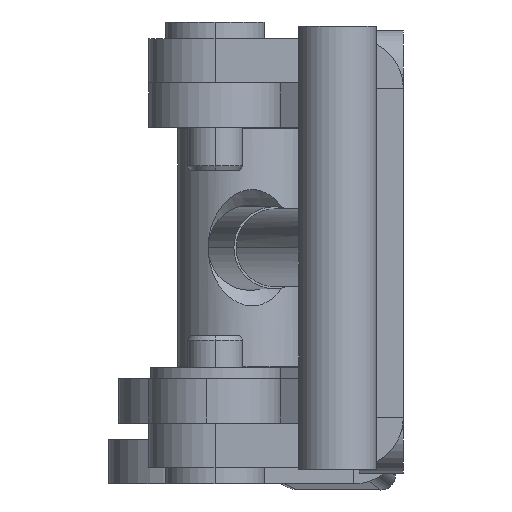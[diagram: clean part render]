
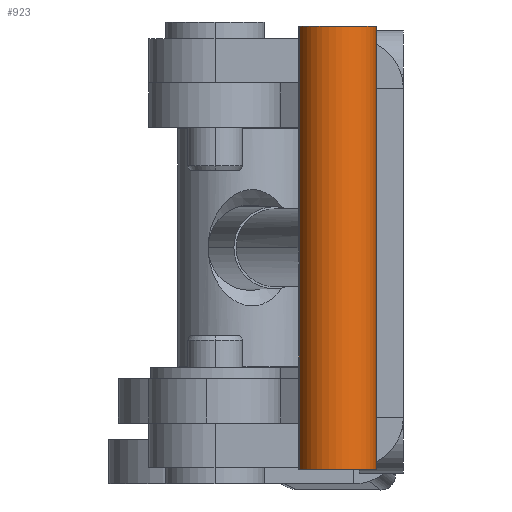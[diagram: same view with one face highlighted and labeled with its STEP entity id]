
A CAD part, left-side view. The second image highlights one B-rep face of the part: STEP entity #923.
In plain terms, the highlighted cylindrical face has radius 3.5 mm (diameter 7 mm), a partial arc.
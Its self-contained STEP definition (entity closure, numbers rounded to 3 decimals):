
#99 = CARTESIAN_POINT ( 'NONE',  ( -20., 85., 0. ) ) ;
#178 = EDGE_CURVE ( 'NONE', #5761, #4663, #4475, .T. ) ;
#412 = CARTESIAN_POINT ( 'NONE',  ( -20., 85., 3.5 ) ) ;
#496 = DIRECTION ( 'NONE',  ( 0., 0., -1. ) ) ;
#648 = DIRECTION ( 'NONE',  ( -1., 0., 0. ) ) ;
#675 = DIRECTION ( 'NONE',  ( 1., 0., 0. ) ) ;
#712 = CARTESIAN_POINT ( 'NONE',  ( 0., 85., 3.5 ) ) ;
#818 = ORIENTED_EDGE ( 'NONE', *, *, #1699, .T. ) ;
#923 = ADVANCED_FACE ( 'NONE', ( #5746 ), #3014, .T. ) ;
#1039 = AXIS2_PLACEMENT_3D ( 'NONE', #4320, #3277, #3823 ) ;
#1086 = EDGE_CURVE ( 'NONE', #4663, #1379, #4938, .T. ) ;
#1112 = VECTOR ( 'NONE', #5411, 1000. ) ;
#1219 = ORIENTED_EDGE ( 'NONE', *, *, #2618, .T. ) ;
#1235 = LINE ( 'NONE', #5037, #1400 ) ;
#1326 = LINE ( 'NONE', #3784, #3899 ) ;
#1379 = VERTEX_POINT ( 'NONE', #712 ) ;
#1400 = VECTOR ( 'NONE', #2486, 1000. ) ;
#1450 = EDGE_CURVE ( 'NONE', #5761, #1922, #1326, .T. ) ;
#1594 = CARTESIAN_POINT ( 'NONE',  ( 20., 85., 0. ) ) ;
#1699 = EDGE_CURVE ( 'NONE', #1922, #3340, #1235, .T. ) ;
#1922 = VERTEX_POINT ( 'NONE', #3504 ) ;
#1941 = CIRCLE ( 'NONE', #3371, 3.5 ) ;
#2142 = CARTESIAN_POINT ( 'NONE',  ( 20., 85., 3.5 ) ) ;
#2376 = VECTOR ( 'NONE', #5203, 1000. ) ;
#2448 = DIRECTION ( 'NONE',  ( 1., 0., 0. ) ) ;
#2486 = DIRECTION ( 'NONE',  ( -1., 0., 0. ) ) ;
#2489 = LINE ( 'NONE', #3870, #1112 ) ;
#2618 = EDGE_CURVE ( 'NONE', #3340, #2849, #1941, .T. ) ;
#2811 = AXIS2_PLACEMENT_3D ( 'NONE', #1594, #2448, #496 ) ;
#2849 = VERTEX_POINT ( 'NONE', #412 ) ;
#3014 = CYLINDRICAL_SURFACE ( 'NONE', #1039, 3.5 ) ;
#3277 = DIRECTION ( 'NONE',  ( -1., 0., 0. ) ) ;
#3340 = VERTEX_POINT ( 'NONE', #5718 ) ;
#3371 = AXIS2_PLACEMENT_3D ( 'NONE', #99, #675, #5837 ) ;
#3504 = CARTESIAN_POINT ( 'NONE',  ( 0., 85., -3.5 ) ) ;
#3784 = CARTESIAN_POINT ( 'NONE',  ( 20., 85., -3.5 ) ) ;
#3823 = DIRECTION ( 'NONE',  ( 0., 0., 1. ) ) ;
#3870 = CARTESIAN_POINT ( 'NONE',  ( 20., 85., 3.5 ) ) ;
#3899 = VECTOR ( 'NONE', #648, 1000. ) ;
#3914 = CARTESIAN_POINT ( 'NONE',  ( 20., 85., -3.5 ) ) ;
#4197 = ORIENTED_EDGE ( 'NONE', *, *, #178, .F. ) ;
#4215 = EDGE_CURVE ( 'NONE', #1379, #2849, #2489, .T. ) ;
#4312 = CARTESIAN_POINT ( 'NONE',  ( 20., 85., 3.5 ) ) ;
#4320 = CARTESIAN_POINT ( 'NONE',  ( 20., 85., 0. ) ) ;
#4475 = CIRCLE ( 'NONE', #2811, 3.5 ) ;
#4663 = VERTEX_POINT ( 'NONE', #4312 ) ;
#4938 = LINE ( 'NONE', #2142, #2376 ) ;
#5037 = CARTESIAN_POINT ( 'NONE',  ( 20., 85., -3.5 ) ) ;
#5203 = DIRECTION ( 'NONE',  ( -1., 0., 0. ) ) ;
#5291 = EDGE_LOOP ( 'NONE', ( #4197, #6034, #818, #1219, #5747, #5901 ) ) ;
#5411 = DIRECTION ( 'NONE',  ( -1., 0., 0. ) ) ;
#5718 = CARTESIAN_POINT ( 'NONE',  ( -20., 85., -3.5 ) ) ;
#5746 = FACE_OUTER_BOUND ( 'NONE', #5291, .T. ) ;
#5747 = ORIENTED_EDGE ( 'NONE', *, *, #4215, .F. ) ;
#5761 = VERTEX_POINT ( 'NONE', #3914 ) ;
#5837 = DIRECTION ( 'NONE',  ( 0., 0., -1. ) ) ;
#5901 = ORIENTED_EDGE ( 'NONE', *, *, #1086, .F. ) ;
#6034 = ORIENTED_EDGE ( 'NONE', *, *, #1450, .T. ) ;
